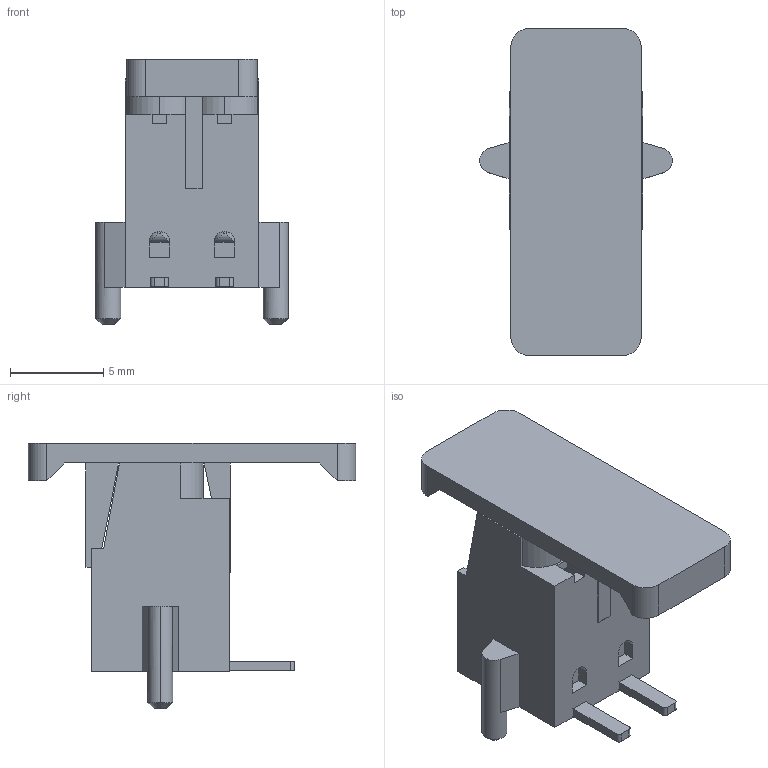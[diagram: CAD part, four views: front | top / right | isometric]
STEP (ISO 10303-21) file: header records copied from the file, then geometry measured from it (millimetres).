
FILE_DESCRIPTION(('STEP AP242'),'1');
FILE_NAME('691508110302.stp','2022-07-14T23:34:37',('TraceParts'),('TraceParts S.A.'),'Spatial InterOp 3D',' ',' ');
FILE_SCHEMA(('AP242_MANAGED_MODEL_BASED_3D_ENGINEERING_MIM_LF {1 0 10303 442 1 1 4}'));
Length unit declared in the file: millimetre
Products named in the file (1): 691508110302_1
Bounding box: 10.35 x 17.6 x 14.25 mm (x, y, z)
Volume: 545.9 mm3; surface area: 1624.4 mm2
Topology: 8 solids, 8 shells, 310 faces, 838 edges, 548 vertices
Faces by surface type: plane 218, cylinder 76, cone 8, torus 8
Entity records: 9830 total; most frequent: CARTESIAN_POINT 1728, ORIENTED_EDGE 1676, DIRECTION 1646, EDGE_CURVE 838, LINE 650, VECTOR 650, VERTEX_POINT 548, AXIS2_PLACEMENT_3D 498
